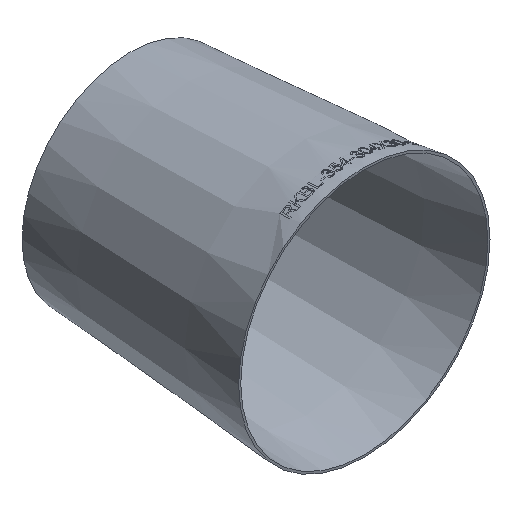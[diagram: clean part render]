
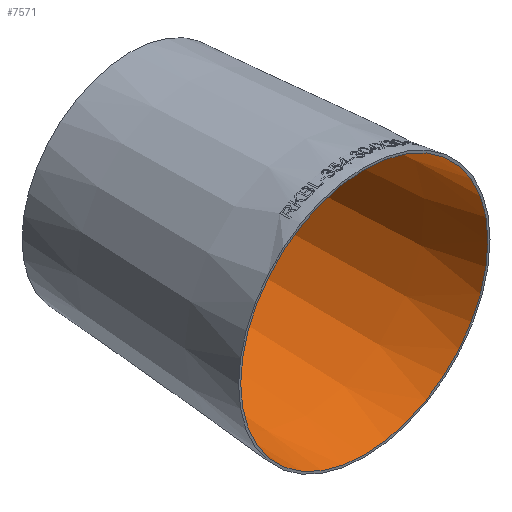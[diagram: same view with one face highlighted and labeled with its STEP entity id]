
A CAD part, isometric view. The second image highlights one B-rep face of the part: STEP entity #7571.
In plain terms, the highlighted conical face has half-angle 4.332 degrees and reference radius 173.991 mm.
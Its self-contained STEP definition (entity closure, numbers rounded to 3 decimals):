
#1234 = EDGE_CURVE ( 'NONE', #19247, #19247, #33587, .T. ) ;
#7571 = ADVANCED_FACE ( 'NONE', ( #29389, #14103 ), #25418, .F. ) ;
#10217 = CARTESIAN_POINT ( 'NONE',  ( 0., 0., 0. ) ) ;
#10393 = VERTEX_POINT ( 'NONE', #10594 ) ;
#10594 = CARTESIAN_POINT ( 'NONE',  ( 0., 0., -173.991 ) ) ;
#11106 = DIRECTION ( 'NONE',  ( 0., -1., 0. ) ) ;
#11300 = DIRECTION ( 'NONE',  ( 0., 0., -1. ) ) ;
#13323 = EDGE_LOOP ( 'NONE', ( #26069 ) ) ;
#14103 = FACE_OUTER_BOUND ( 'NONE', #19526, .T. ) ;
#19247 = VERTEX_POINT ( 'NONE', #31483 ) ;
#19526 = EDGE_LOOP ( 'NONE', ( #20625 ) ) ;
#20625 = ORIENTED_EDGE ( 'NONE', *, *, #28399, .T. ) ;
#25350 = CIRCLE ( 'NONE', #32992, 173.991 ) ;
#25418 = CONICAL_SURFACE ( 'NONE', #27980, 173.991, 0.076 ) ;
#25887 = DIRECTION ( 'NONE',  ( 0., -1., 0. ) ) ;
#26069 = ORIENTED_EDGE ( 'NONE', *, *, #1234, .F. ) ;
#26369 = CARTESIAN_POINT ( 'NONE',  ( 0., 0., 0. ) ) ;
#27980 = AXIS2_PLACEMENT_3D ( 'NONE', #26369, #11106, #11300 ) ;
#28399 = EDGE_CURVE ( 'NONE', #10393, #10393, #25350, .T. ) ;
#28797 = DIRECTION ( 'NONE',  ( 0., -1., 0. ) ) ;
#29389 = FACE_BOUND ( 'NONE', #13323, .T. ) ;
#31483 = CARTESIAN_POINT ( 'NONE',  ( 0., 330., -148.991 ) ) ;
#32992 = AXIS2_PLACEMENT_3D ( 'NONE', #10217, #25887, #38531 ) ;
#33587 = CIRCLE ( 'NONE', #37467, 148.991 ) ;
#37467 = AXIS2_PLACEMENT_3D ( 'NONE', #38810, #28797, #37649 ) ;
#37649 = DIRECTION ( 'NONE',  ( 0., 0., -1. ) ) ;
#38531 = DIRECTION ( 'NONE',  ( 0., 0., -1. ) ) ;
#38810 = CARTESIAN_POINT ( 'NONE',  ( 0., 330., 0. ) ) ;
